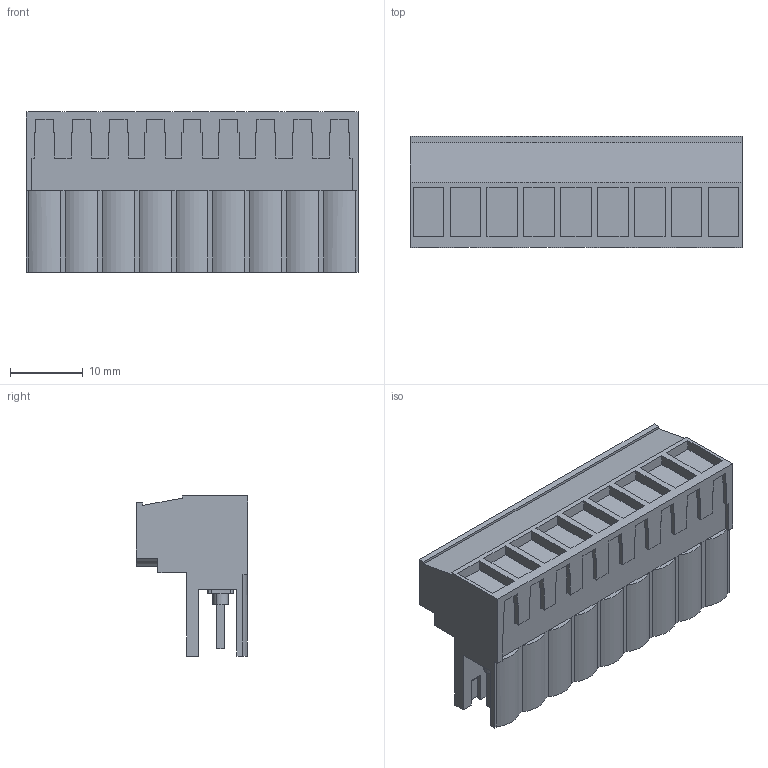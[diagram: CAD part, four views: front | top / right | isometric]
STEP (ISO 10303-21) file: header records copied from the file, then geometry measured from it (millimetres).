
FILE_DESCRIPTION(('CATIA V5 STEP','CAx-IF Rec.Pracs.--- Model Styling and Organization---1.2---2011-12-15'),'2;1');
FILE_NAME ('D1453753_0_1627160000_1627160000.stp','2017-06-01T06:32:52+00:00',('none'),('Weidmueller'),'CATIA Version 5-6 Release 2014','CATIA V5 STEP AP214','none');
FILE_SCHEMA(('AUTOMOTIVE_DESIGN { 1 0 10303 214 1 1 1 1 }'));
Length unit declared in the file: millimetre
Products named in the file (1): 1627160000
Bounding box: 45.72 x 15.3 x 22.05 mm (x, y, z)
Volume: 7796.9 mm3; surface area: 6769.8 mm2
Topology: 19 solids, 19 shells, 632 faces, 1718 edges, 1160 vertices
Faces by surface type: plane 479, cylinder 117, extrusion 36
Entity records: 19375 total; most frequent: CARTESIAN_POINT 4445, ORIENTED_EDGE 3436, DIRECTION 2366, EDGE_CURVE 1718, VECTOR 1410, LINE 1374, VERTEX_POINT 1160, EDGE_LOOP 686
